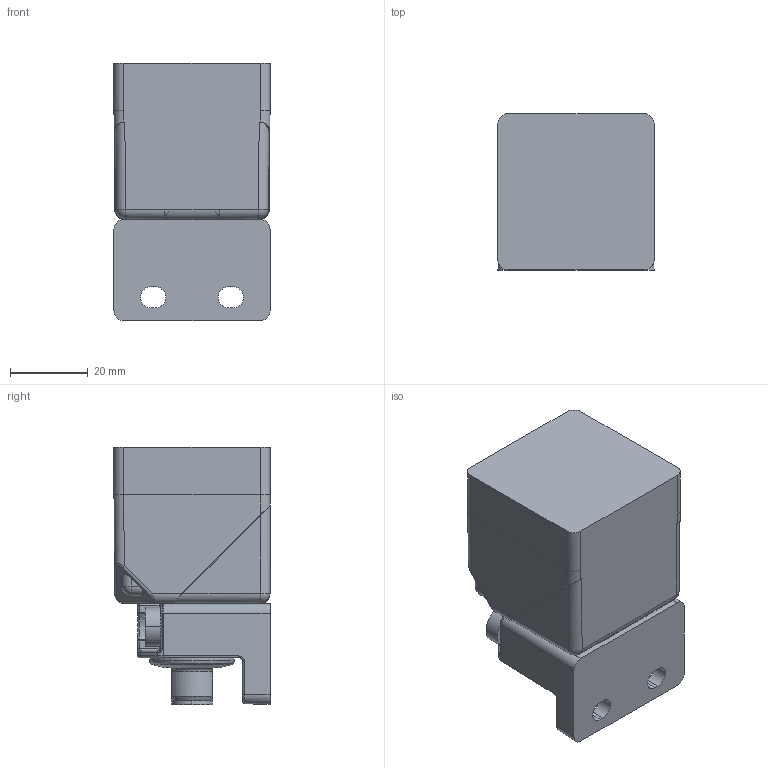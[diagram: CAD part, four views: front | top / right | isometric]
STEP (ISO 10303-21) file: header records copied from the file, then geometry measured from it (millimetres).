
FILE_DESCRIPTION((''),'2;1');
FILE_NAME('CAD-0705A_SW0001','2025-01-23T09:57:55',('creinig-se'),(''),'CREO PARAMETRIC BY PTC INC, 2022284','CREO PARAMETRIC BY PTC INC, 2022284','');
FILE_SCHEMA(('CONFIG_CONTROL_DESIGN','SHAPE_APPEARANCE_LAYERS_GROUPS'));
Length unit declared in the file: millimetre
Products named in the file (1): CAD-0705A_SW0001
Bounding box: 40.15 x 40.15 x 66.15 mm (x, y, z)
Volume: 84711.4 mm3; surface area: 16002.7 mm2
Topology: 1 solids, 2 shells, 466 faces, 1314 edges, 896 vertices
Faces by surface type: cylinder 173, plane 159, cone 30, extrusion 30, torus 30, bspline 24, sphere 16, revolution 4
Entity records: 21427 total; most frequent: CARTESIAN_POINT 6644, ORIENTED_EDGE 2498, DIRECTION 2208, EDGE_CURVE 1249, AXIS2_PLACEMENT_3D 818, VERTEX_POINT 794, VECTOR 568, LINE 538
